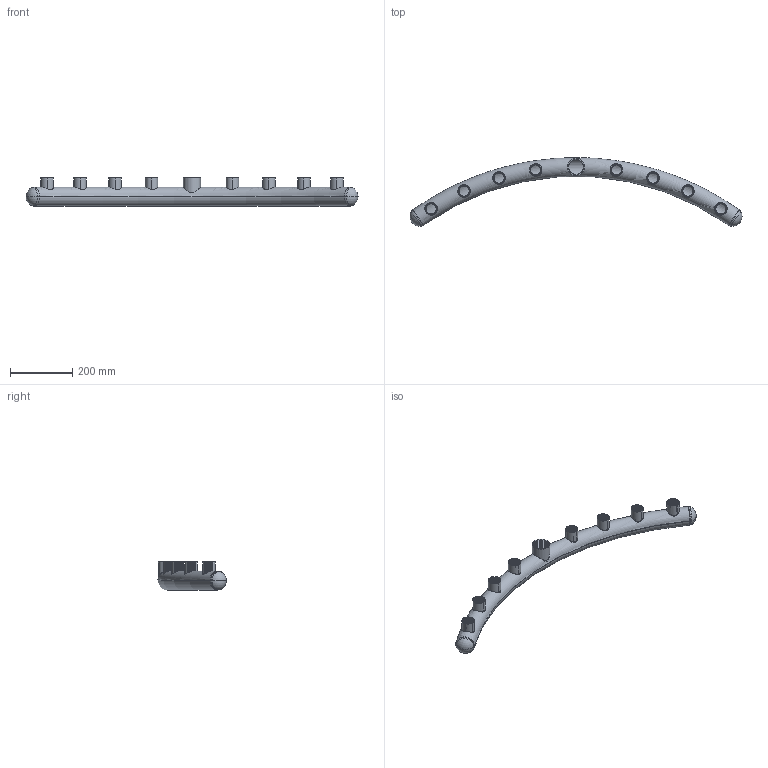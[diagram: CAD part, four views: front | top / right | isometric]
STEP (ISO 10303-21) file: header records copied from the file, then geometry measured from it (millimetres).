
FILE_DESCRIPTION (( 'STEP AP203' ), '1' );
FILE_NAME ('Manifold 1080 - 1+8.STEP', '2020-02-05T07:09:50', ( '' ), ( '' ), 'SwSTEP 2.0', 'SolidWorks 2017', '' );
FILE_SCHEMA (( 'CONFIG_CONTROL_DESIGN' ));
Length unit declared in the file: millimetre
Products named in the file (1): Manifold 1080 - 1+8
Bounding box: 1064.56 x 219.92 x 90.15 mm (x, y, z)
Volume: 570286 mm3; surface area: 531187.8 mm2
Topology: 14 solids, 14 shells, 1570 faces, 3150 edges, 1610 vertices
Faces by surface type: cone 1458, cylinder 66, plane 26, torus 12, sphere 8
Entity records: 41741 total; most frequent: CARTESIAN_POINT 8533, DIRECTION 7846, ORIENTED_EDGE 6300, AXIS2_PLACEMENT_3D 3161, EDGE_CURVE 3150, EDGE_LOOP 1610, VERTEX_POINT 1610, CIRCLE 1590
